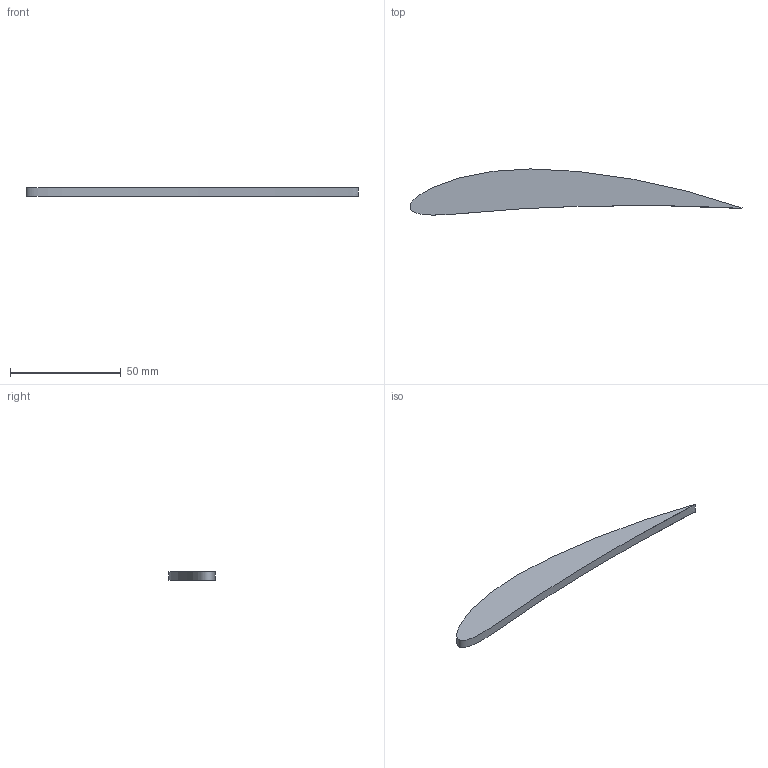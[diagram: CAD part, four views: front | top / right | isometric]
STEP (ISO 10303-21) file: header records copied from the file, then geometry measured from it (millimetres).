
FILE_DESCRIPTION (( 'STEP AP214' ), '1' );
FILE_NAME ('gligar_wingstylus.STEP', '2024-12-13T13:12:39', ( '' ), ( '' ), 'SwSTEP 2.0', 'SolidWorks 2023', '' );
FILE_SCHEMA (( 'AUTOMOTIVE_DESIGN' ));
Length unit declared in the file: metre
Products named in the file (1): gligar_wingstylus
Bounding box: 150.04 x 20.86 x 4 mm (x, y, z)
Volume: 5467.5 mm3; surface area: 4962.4 mm2
Topology: 1 solids, 1 shells, 4 faces, 6 edges, 4 vertices
Faces by surface type: plane 3, bspline 1
Entity records: 359 total; most frequent: CARTESIAN_POINT 268, ORIENTED_EDGE 12, DIRECTION 12, EDGE_CURVE 6, VECTOR 4, ADVANCED_FACE 4, VERTEX_POINT 4, FACE_OUTER_BOUND 4
